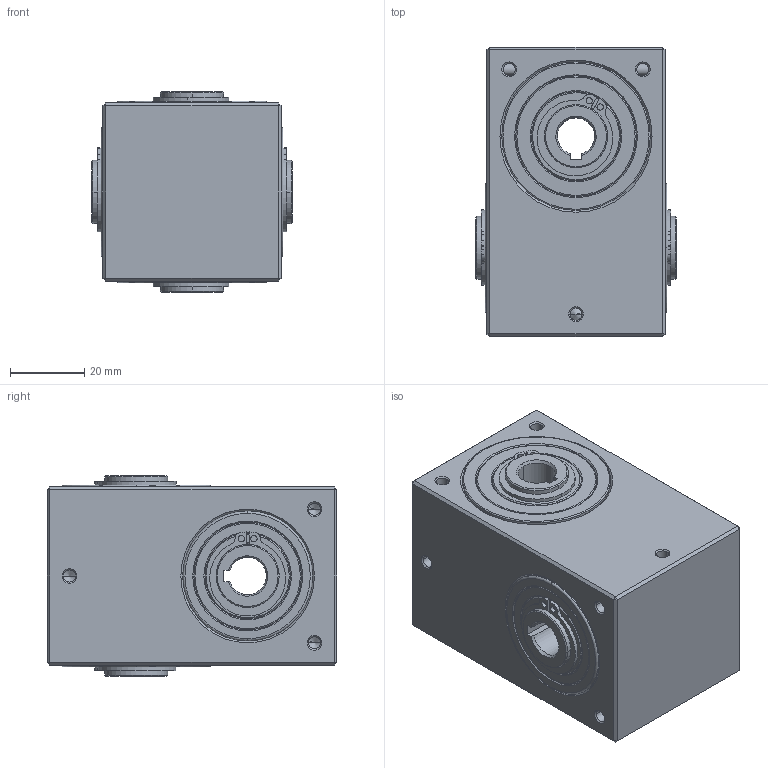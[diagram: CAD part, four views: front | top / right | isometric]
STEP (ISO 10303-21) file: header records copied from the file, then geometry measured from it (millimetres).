
FILE_DESCRIPTION(('STEP AP214'),'1');
FILE_NAME('_01.stp','2017-07-04T10:22:19',('TraceParts'),('TraceParts S.A.'),'Spatial InterOp 3D',' ',' ');
FILE_SCHEMA(('automotive_design'));
Length unit declared in the file: millimetre
Products named in the file (1): dz_150_–_01
Bounding box: 54 x 78 x 54 mm (x, y, z)
Volume: 173752.9 mm3; surface area: 26010.3 mm2
Topology: 1 solids, 1 shells, 328 faces, 796 edges, 486 vertices
Faces by surface type: cylinder 88, plane 80, bspline 64, cone 64, torus 32
Entity records: 13704 total; most frequent: CARTESIAN_POINT 2497, DIRECTION 1738, ORIENTED_EDGE 1580, EDGE_CURVE 790, AXIS2_PLACEMENT_3D 729, PRESENTATION_STYLE_ASSIGNMENT 535, COLOUR_RGB 535, VERTEX_POINT 492
